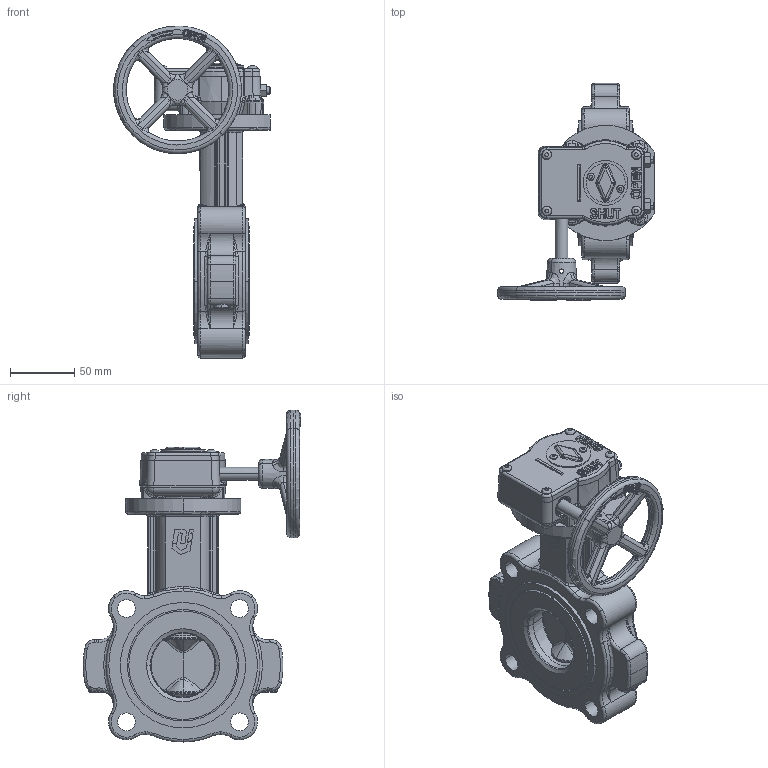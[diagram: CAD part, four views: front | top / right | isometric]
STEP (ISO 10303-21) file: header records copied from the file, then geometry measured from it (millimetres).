
FILE_DESCRIPTION(('HOOPS Exchange Step'),'2;1');
FILE_NAME('AK10_DN50_PN10-16_Handgetriebe.stp','2025-10-06T09:51:14+02:00',('nieru'),('Unknown organisation'),'HOOPS Exchange 2024.2','HOOPS Exchange','Unknown authorisation');
FILE_SCHEMA( ('AP203_CONFIGURATION_CONTROLLED_3D_DESIGN_OF_MECHANICAL_PARTS_AND_ASSEMBLIES_MIM_LF') );
Length unit declared in the file: millimetre
Products named in the file (3): 0; root
Assembly tree (2 placements, depth 3):
  root
    0
      0
Bounding box: 122.24 x 170 x 259.36 mm (x, y, z)
Volume: 785668.2 mm3; surface area: 150989.9 mm2
Topology: 3 solids, 23 shells, 2239 faces, 5596 edges, 3288 vertices
Faces by surface type: cylinder 612, plane 461, bspline 392, torus 327, cone 305, sphere 142
Entity records: 170083 total; most frequent: CARTESIAN_POINT 123659, ORIENTED_EDGE 10838, DIRECTION 7441, EDGE_CURVE 5419, VERTEX_POINT 3288, AXIS2_PLACEMENT_3D 3109, B_SPLINE_CURVE_WITH_KNOTS 2605, EDGE_LOOP 2359
